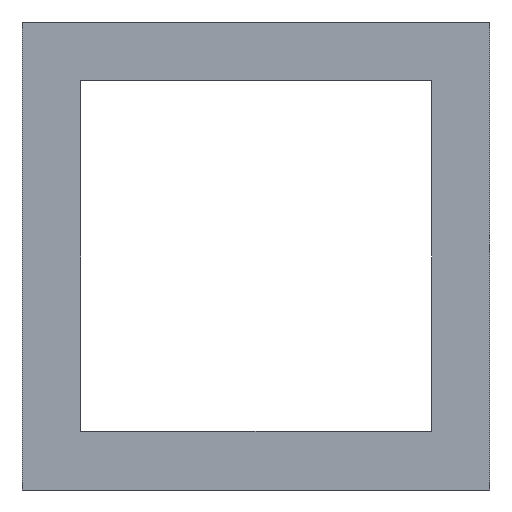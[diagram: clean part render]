
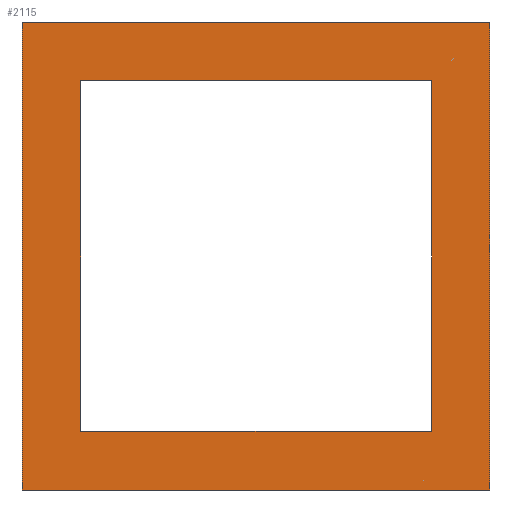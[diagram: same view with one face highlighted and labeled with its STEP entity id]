
A CAD part, left-side view. The second image highlights one B-rep face of the part: STEP entity #2115.
In plain terms, the highlighted planar face has unit normal (-1, 0, 0).
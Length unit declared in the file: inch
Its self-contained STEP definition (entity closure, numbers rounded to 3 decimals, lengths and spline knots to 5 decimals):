
#4 = LINE ( 'NONE', #723, #387 ) ;
#36 = LINE ( 'NONE', #1269, #888 ) ;
#38 = VERTEX_POINT ( 'NONE', #2042 ) ;
#55 = EDGE_CURVE ( 'NONE', #138, #719, #2200, .T. ) ;
#138 = VERTEX_POINT ( 'NONE', #875 ) ;
#223 = DIRECTION ( 'NONE',  ( 0., 0., -1. ) ) ;
#261 = VERTEX_POINT ( 'NONE', #1041 ) ;
#273 = DIRECTION ( 'NONE',  ( 0., 0., 1. ) ) ;
#275 = CARTESIAN_POINT ( 'NONE',  ( -4., 5., -4. ) ) ;
#285 = FACE_BOUND ( 'NONE', #2251, .T. ) ;
#300 = ORIENTED_EDGE ( 'NONE', *, *, #2163, .T. ) ;
#301 = EDGE_CURVE ( 'NONE', #1805, #138, #2299, .T. ) ;
#315 = EDGE_CURVE ( 'NONE', #754, #261, #36, .T. ) ;
#327 = LINE ( 'NONE', #1230, #1873 ) ;
#331 = ORIENTED_EDGE ( 'NONE', *, *, #315, .F. ) ;
#369 = CARTESIAN_POINT ( 'NONE',  ( -4., 5., -4.875 ) ) ;
#387 = VECTOR ( 'NONE', #1763, 39.37008 ) ;
#440 = FACE_OUTER_BOUND ( 'NONE', #2187, .T. ) ;
#464 = PLANE ( 'NONE',  #946 ) ;
#485 = ORIENTED_EDGE ( 'NONE', *, *, #1014, .T. ) ;
#545 = CARTESIAN_POINT ( 'NONE',  ( -4., 4.875, -4.125 ) ) ;
#550 = ORIENTED_EDGE ( 'NONE', *, *, #55, .T. ) ;
#646 = CARTESIAN_POINT ( 'NONE',  ( -4., 5., 0. ) ) ;
#678 = CARTESIAN_POINT ( 'NONE',  ( -4., 5., -4. ) ) ;
#719 = VERTEX_POINT ( 'NONE', #906 ) ;
#723 = CARTESIAN_POINT ( 'NONE',  ( -4., 5., -4.125 ) ) ;
#730 = LINE ( 'NONE', #369, #1617 ) ;
#736 = EDGE_CURVE ( 'NONE', #2094, #719, #327, .T. ) ;
#754 = VERTEX_POINT ( 'NONE', #545 ) ;
#782 = EDGE_CURVE ( 'NONE', #1805, #2094, #883, .T. ) ;
#808 = EDGE_CURVE ( 'NONE', #261, #38, #730, .T. ) ;
#840 = VECTOR ( 'NONE', #1698, 39.37008 ) ;
#872 = DIRECTION ( 'NONE',  ( 0., 0., -1. ) ) ;
#875 = CARTESIAN_POINT ( 'NONE',  ( -4., 5., -5. ) ) ;
#882 = ORIENTED_EDGE ( 'NONE', *, *, #736, .F. ) ;
#883 = LINE ( 'NONE', #678, #1463 ) ;
#888 = VECTOR ( 'NONE', #223, 39.37008 ) ;
#906 = CARTESIAN_POINT ( 'NONE',  ( -4., 4., -5. ) ) ;
#946 = AXIS2_PLACEMENT_3D ( 'NONE', #646, #2241, #273 ) ;
#1007 = ORIENTED_EDGE ( 'NONE', *, *, #782, .F. ) ;
#1014 = EDGE_CURVE ( 'NONE', #754, #1242, #4, .T. ) ;
#1041 = CARTESIAN_POINT ( 'NONE',  ( -4., 4.875, -4.875 ) ) ;
#1108 = DIRECTION ( 'NONE',  ( 0., 0., -1. ) ) ;
#1118 = CARTESIAN_POINT ( 'NONE',  ( -4., 4.125, -4.125 ) ) ;
#1130 = ORIENTED_EDGE ( 'NONE', *, *, #808, .F. ) ;
#1142 = CARTESIAN_POINT ( 'NONE',  ( -4., 5., -5. ) ) ;
#1144 = LINE ( 'NONE', #1664, #840 ) ;
#1230 = CARTESIAN_POINT ( 'NONE',  ( -4., 4., 0. ) ) ;
#1242 = VERTEX_POINT ( 'NONE', #1118 ) ;
#1269 = CARTESIAN_POINT ( 'NONE',  ( -4., 4.875, 0. ) ) ;
#1306 = DIRECTION ( 'NONE',  ( 0., -1., 0. ) ) ;
#1420 = DIRECTION ( 'NONE',  ( 0., -1., 0. ) ) ;
#1434 = CARTESIAN_POINT ( 'NONE',  ( -4., 5., 0. ) ) ;
#1463 = VECTOR ( 'NONE', #1420, 39.37008 ) ;
#1524 = CARTESIAN_POINT ( 'NONE',  ( -4., 4., -4. ) ) ;
#1535 = VECTOR ( 'NONE', #1306, 39.37008 ) ;
#1617 = VECTOR ( 'NONE', #1789, 39.37008 ) ;
#1649 = VECTOR ( 'NONE', #1108, 39.37008 ) ;
#1664 = CARTESIAN_POINT ( 'NONE',  ( -4., 4.125, 0. ) ) ;
#1698 = DIRECTION ( 'NONE',  ( 0., 0., -1. ) ) ;
#1763 = DIRECTION ( 'NONE',  ( 0., -1., 0. ) ) ;
#1789 = DIRECTION ( 'NONE',  ( 0., -1., 0. ) ) ;
#1805 = VERTEX_POINT ( 'NONE', #275 ) ;
#1873 = VECTOR ( 'NONE', #872, 39.37008 ) ;
#2031 = ORIENTED_EDGE ( 'NONE', *, *, #301, .T. ) ;
#2042 = CARTESIAN_POINT ( 'NONE',  ( -4., 4.125, -4.875 ) ) ;
#2094 = VERTEX_POINT ( 'NONE', #1524 ) ;
#2115 = ADVANCED_FACE ( 'NONE', ( #440, #285 ), #464, .T. ) ;
#2163 = EDGE_CURVE ( 'NONE', #1242, #38, #1144, .T. ) ;
#2187 = EDGE_LOOP ( 'NONE', ( #882, #1007, #2031, #550 ) ) ;
#2200 = LINE ( 'NONE', #1142, #1535 ) ;
#2241 = DIRECTION ( 'NONE',  ( -1., 0., 0. ) ) ;
#2251 = EDGE_LOOP ( 'NONE', ( #485, #300, #1130, #331 ) ) ;
#2299 = LINE ( 'NONE', #1434, #1649 ) ;
